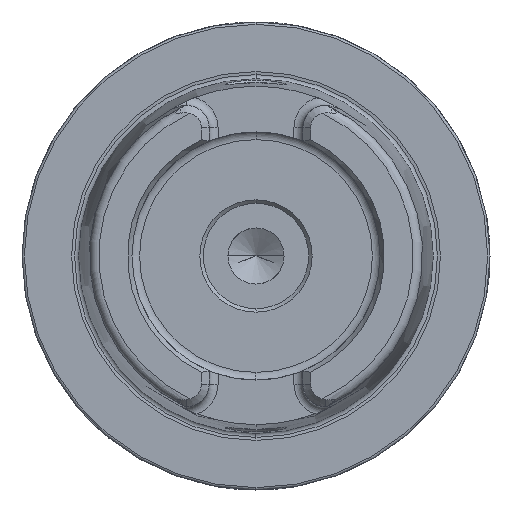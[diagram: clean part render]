
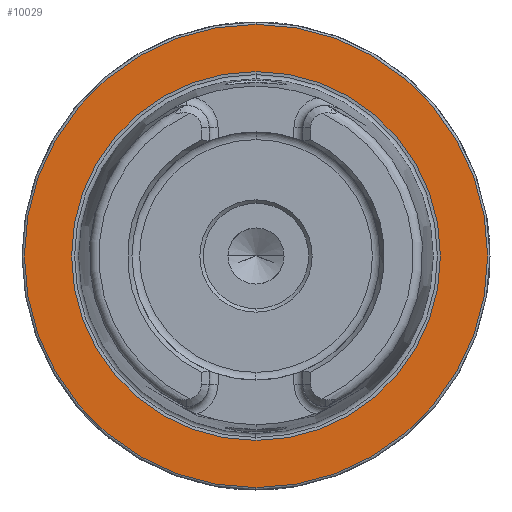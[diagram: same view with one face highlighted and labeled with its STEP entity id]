
A CAD part, left-side view. The second image highlights one B-rep face of the part: STEP entity #10029.
In plain terms, the highlighted planar face has unit normal (-1, 0, 0).
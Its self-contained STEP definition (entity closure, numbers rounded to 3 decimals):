
#286 = AXIS2_PLACEMENT_3D ( 'NONE', #6067, #6068, #6069 ) ;
#287 = AXIS2_PLACEMENT_3D ( 'NONE', #6070, #6071, #6072 ) ;
#1785 = CARTESIAN_POINT ( 'NONE',  ( 0., 0., 0. ) ) ;
#1786 = DIRECTION ( 'NONE',  ( -1., 0., 0. ) ) ;
#1787 = DIRECTION ( 'NONE',  ( 0., 0., 1. ) ) ;
#1796 = CARTESIAN_POINT ( 'NONE',  ( 0., 0., 0. ) ) ;
#1797 = DIRECTION ( 'NONE',  ( -1., 0., 0. ) ) ;
#1798 = DIRECTION ( 'NONE',  ( 0., 0., 1. ) ) ;
#4826 = EDGE_CURVE ( 'NONE', #10670, #10475, #5669, .T. ) ;
#4827 = EDGE_CURVE ( 'NONE', #10493, #10402, #5667, .T. ) ;
#4939 = CIRCLE ( 'NONE', #11334, 49.5 ) ;
#4942 = CIRCLE ( 'NONE', #11337, 39.405 ) ;
#5667 = CIRCLE ( 'NONE', #287, 49.5 ) ;
#5669 = CIRCLE ( 'NONE', #286, 39.405 ) ;
#6067 = CARTESIAN_POINT ( 'NONE',  ( 0., 0., 0. ) ) ;
#6068 = DIRECTION ( 'NONE',  ( -1., 0., 0. ) ) ;
#6069 = DIRECTION ( 'NONE',  ( 0., 0., 1. ) ) ;
#6070 = CARTESIAN_POINT ( 'NONE',  ( 0., 0., 0. ) ) ;
#6071 = DIRECTION ( 'NONE',  ( -1., 0., 0. ) ) ;
#6072 = DIRECTION ( 'NONE',  ( 0., 0., 1. ) ) ;
#7994 = FACE_BOUND ( 'NONE', #14849, .T. ) ;
#7998 = FACE_OUTER_BOUND ( 'NONE', #14977, .T. ) ;
#10029 = ADVANCED_FACE ( 'NONE', ( #7994, #7998 ), #12710, .F. ) ;
#10139 = AXIS2_PLACEMENT_3D ( 'NONE', #12708, #12712, #12713 ) ;
#10402 = VERTEX_POINT ( 'NONE', #13656 ) ;
#10475 = VERTEX_POINT ( 'NONE', #13671 ) ;
#10493 = VERTEX_POINT ( 'NONE', #13669 ) ;
#10670 = VERTEX_POINT ( 'NONE', #13694 ) ;
#10743 = ORIENTED_EDGE ( 'NONE', *, *, #13011, .F. ) ;
#10750 = ORIENTED_EDGE ( 'NONE', *, *, #4826, .F. ) ;
#10756 = ORIENTED_EDGE ( 'NONE', *, *, #4827, .T. ) ;
#10933 = ORIENTED_EDGE ( 'NONE', *, *, #13002, .T. ) ;
#11334 = AXIS2_PLACEMENT_3D ( 'NONE', #1785, #1786, #1787 ) ;
#11337 = AXIS2_PLACEMENT_3D ( 'NONE', #1796, #1797, #1798 ) ;
#12708 = CARTESIAN_POINT ( 'NONE',  ( 0., 49.5, 0. ) ) ;
#12710 = PLANE ( 'NONE',  #10139 ) ;
#12712 = DIRECTION ( 'NONE',  ( 1., 0., 0. ) ) ;
#12713 = DIRECTION ( 'NONE',  ( 0., 0., -1. ) ) ;
#13002 = EDGE_CURVE ( 'NONE', #10402, #10493, #4939, .T. ) ;
#13011 = EDGE_CURVE ( 'NONE', #10475, #10670, #4942, .T. ) ;
#13656 = CARTESIAN_POINT ( 'NONE',  ( 0., 0., 49.5 ) ) ;
#13669 = CARTESIAN_POINT ( 'NONE',  ( 0., 0., -49.5 ) ) ;
#13671 = CARTESIAN_POINT ( 'NONE',  ( 0., 0., -39.405 ) ) ;
#13694 = CARTESIAN_POINT ( 'NONE',  ( 0., 0., 39.405 ) ) ;
#14849 = EDGE_LOOP ( 'NONE', ( #10750, #10743 ) ) ;
#14977 = EDGE_LOOP ( 'NONE', ( #10933, #10756 ) ) ;
